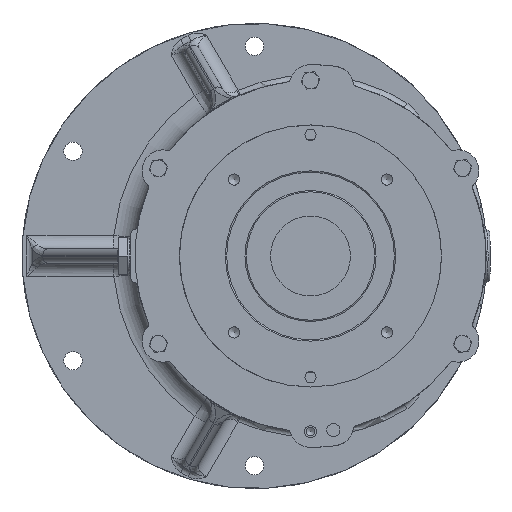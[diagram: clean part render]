
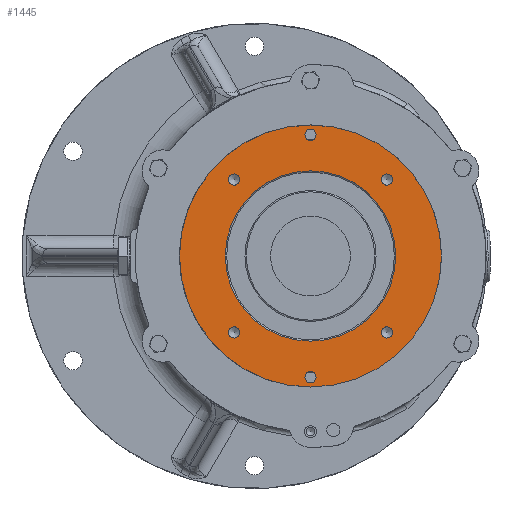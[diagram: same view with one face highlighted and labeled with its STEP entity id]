
A CAD part, left-side view. The second image highlights one B-rep face of the part: STEP entity #1445.
In plain terms, the highlighted planar face has unit normal (-1, 0, 0).
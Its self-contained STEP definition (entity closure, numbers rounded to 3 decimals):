
#197 = VERTEX_POINT ( 'NONE', #13279 ) ;
#247 = DIRECTION ( 'NONE',  ( 0., -1., 0. ) ) ;
#724 = PLANE ( 'NONE',  #9316 ) ;
#893 = DIRECTION ( 'NONE',  ( 1., 0., 0. ) ) ;
#1128 = DIRECTION ( 'NONE',  ( 1., 0., 0. ) ) ;
#1445 = ADVANCED_FACE ( 'NONE', ( #31546, #5552, #8630, #3479, #2800, #23799, #6061, #10881 ), #724, .T. ) ;
#2800 = FACE_BOUND ( 'NONE', #22597, .T. ) ;
#3240 = DIRECTION ( 'NONE',  ( 0., -1., 0. ) ) ;
#3354 = DIRECTION ( 'NONE',  ( 0., -1., 0. ) ) ;
#3479 = FACE_BOUND ( 'NONE', #17312, .T. ) ;
#3743 = EDGE_LOOP ( 'NONE', ( #31545 ) ) ;
#4783 = EDGE_CURVE ( 'NONE', #197, #197, #6053, .T. ) ;
#5108 = CARTESIAN_POINT ( 'NONE',  ( -108., -58.336, 58.336 ) ) ;
#5170 = EDGE_CURVE ( 'NONE', #13796, #13796, #7708, .T. ) ;
#5282 = ORIENTED_EDGE ( 'NONE', *, *, #5170, .T. ) ;
#5552 = FACE_BOUND ( 'NONE', #3743, .T. ) ;
#6053 = CIRCLE ( 'NONE', #26395, 100. ) ;
#6061 = FACE_BOUND ( 'NONE', #12696, .T. ) ;
#7199 = CIRCLE ( 'NONE', #17105, 65. ) ;
#7229 = ORIENTED_EDGE ( 'NONE', *, *, #30762, .T. ) ;
#7708 = CIRCLE ( 'NONE', #30812, 4.25 ) ;
#8630 = FACE_BOUND ( 'NONE', #31700, .T. ) ;
#8962 = CIRCLE ( 'NONE', #16690, 4.25 ) ;
#9029 = CIRCLE ( 'NONE', #32687, 4.25 ) ;
#9316 = AXIS2_PLACEMENT_3D ( 'NONE', #29461, #11226, #18645 ) ;
#9429 = CIRCLE ( 'NONE', #12764, 4.25 ) ;
#9551 = AXIS2_PLACEMENT_3D ( 'NONE', #22780, #33290, #33460 ) ;
#9964 = VERTEX_POINT ( 'NONE', #17561 ) ;
#10640 = CARTESIAN_POINT ( 'NONE',  ( -108., -58.336, -58.336 ) ) ;
#10881 = FACE_OUTER_BOUND ( 'NONE', #13770, .T. ) ;
#10907 = CARTESIAN_POINT ( 'NONE',  ( -108., 58.336, -58.336 ) ) ;
#10953 = DIRECTION ( 'NONE',  ( 0., -1., 0. ) ) ;
#11226 = DIRECTION ( 'NONE',  ( -1., 0., 0. ) ) ;
#11427 = DIRECTION ( 'NONE',  ( 1., 0., 0. ) ) ;
#12696 = EDGE_LOOP ( 'NONE', ( #7229 ) ) ;
#12764 = AXIS2_PLACEMENT_3D ( 'NONE', #27286, #1128, #14377 ) ;
#13279 = CARTESIAN_POINT ( 'NONE',  ( -108., -100., 0. ) ) ;
#13469 = VERTEX_POINT ( 'NONE', #18647 ) ;
#13543 = DIRECTION ( 'NONE',  ( 1., 0., 0. ) ) ;
#13770 = EDGE_LOOP ( 'NONE', ( #29576 ) ) ;
#13796 = VERTEX_POINT ( 'NONE', #31865 ) ;
#14186 = CARTESIAN_POINT ( 'NONE',  ( -108., 54.086, 58.336 ) ) ;
#14377 = DIRECTION ( 'NONE',  ( 0., 1., 0. ) ) ;
#14773 = ORIENTED_EDGE ( 'NONE', *, *, #23454, .T. ) ;
#14811 = VERTEX_POINT ( 'NONE', #17392 ) ;
#15037 = CARTESIAN_POINT ( 'NONE',  ( -108., -62.586, 58.336 ) ) ;
#16471 = CIRCLE ( 'NONE', #19231, 4.25 ) ;
#16690 = AXIS2_PLACEMENT_3D ( 'NONE', #5108, #23354, #33863 ) ;
#16789 = EDGE_CURVE ( 'NONE', #22433, #22433, #30443, .T. ) ;
#17105 = AXIS2_PLACEMENT_3D ( 'NONE', #29202, #13543, #10953 ) ;
#17312 = EDGE_LOOP ( 'NONE', ( #14773 ) ) ;
#17392 = CARTESIAN_POINT ( 'NONE',  ( -108., -65., 0. ) ) ;
#17561 = CARTESIAN_POINT ( 'NONE',  ( -108., 4.25, 92.5 ) ) ;
#18645 = DIRECTION ( 'NONE',  ( 0., -1., 0. ) ) ;
#18647 = CARTESIAN_POINT ( 'NONE',  ( -108., -62.586, -58.336 ) ) ;
#19231 = AXIS2_PLACEMENT_3D ( 'NONE', #10907, #11427, #247 ) ;
#19325 = DIRECTION ( 'NONE',  ( 0., 1., 0. ) ) ;
#19826 = EDGE_CURVE ( 'NONE', #33794, #33794, #16471, .T. ) ;
#22229 = CARTESIAN_POINT ( 'NONE',  ( -108., 0., -92.5 ) ) ;
#22433 = VERTEX_POINT ( 'NONE', #14186 ) ;
#22597 = EDGE_LOOP ( 'NONE', ( #25950 ) ) ;
#22670 = ORIENTED_EDGE ( 'NONE', *, *, #25752, .T. ) ;
#22780 = CARTESIAN_POINT ( 'NONE',  ( -108., 58.336, 58.336 ) ) ;
#23113 = EDGE_LOOP ( 'NONE', ( #33314 ) ) ;
#23354 = DIRECTION ( 'NONE',  ( 1., 0., 0. ) ) ;
#23454 = EDGE_CURVE ( 'NONE', #33282, #33282, #8962, .T. ) ;
#23799 = FACE_BOUND ( 'NONE', #23113, .T. ) ;
#24520 = DIRECTION ( 'NONE',  ( 1., 0., 0. ) ) ;
#25752 = EDGE_CURVE ( 'NONE', #13469, #13469, #9029, .T. ) ;
#25950 = ORIENTED_EDGE ( 'NONE', *, *, #16789, .T. ) ;
#26395 = AXIS2_PLACEMENT_3D ( 'NONE', #32436, #24520, #3354 ) ;
#27286 = CARTESIAN_POINT ( 'NONE',  ( -108., 0., 92.5 ) ) ;
#28009 = EDGE_LOOP ( 'NONE', ( #5282 ) ) ;
#28273 = CARTESIAN_POINT ( 'NONE',  ( -108., 54.086, -58.336 ) ) ;
#29202 = CARTESIAN_POINT ( 'NONE',  ( -108., 0., 0. ) ) ;
#29461 = CARTESIAN_POINT ( 'NONE',  ( -108., -100., 0. ) ) ;
#29576 = ORIENTED_EDGE ( 'NONE', *, *, #4783, .F. ) ;
#30443 = CIRCLE ( 'NONE', #9551, 4.25 ) ;
#30762 = EDGE_CURVE ( 'NONE', #14811, #14811, #7199, .T. ) ;
#30812 = AXIS2_PLACEMENT_3D ( 'NONE', #22229, #893, #19325 ) ;
#31545 = ORIENTED_EDGE ( 'NONE', *, *, #32227, .T. ) ;
#31546 = FACE_BOUND ( 'NONE', #28009, .T. ) ;
#31700 = EDGE_LOOP ( 'NONE', ( #22670 ) ) ;
#31811 = DIRECTION ( 'NONE',  ( 1., 0., 0. ) ) ;
#31865 = CARTESIAN_POINT ( 'NONE',  ( -108., 4.25, -92.5 ) ) ;
#32227 = EDGE_CURVE ( 'NONE', #9964, #9964, #9429, .T. ) ;
#32436 = CARTESIAN_POINT ( 'NONE',  ( -108., 0., 0. ) ) ;
#32687 = AXIS2_PLACEMENT_3D ( 'NONE', #10640, #31811, #3240 ) ;
#33282 = VERTEX_POINT ( 'NONE', #15037 ) ;
#33290 = DIRECTION ( 'NONE',  ( 1., 0., 0. ) ) ;
#33314 = ORIENTED_EDGE ( 'NONE', *, *, #19826, .T. ) ;
#33460 = DIRECTION ( 'NONE',  ( 0., -1., 0. ) ) ;
#33794 = VERTEX_POINT ( 'NONE', #28273 ) ;
#33863 = DIRECTION ( 'NONE',  ( 0., -1., 0. ) ) ;
